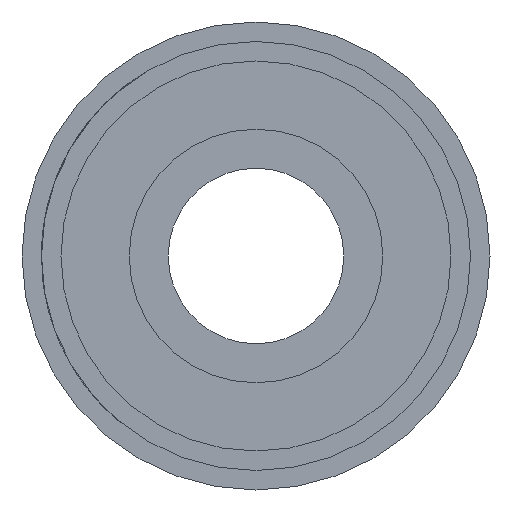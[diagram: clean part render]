
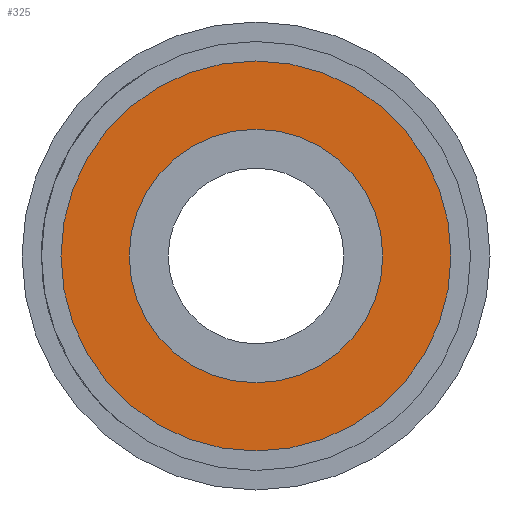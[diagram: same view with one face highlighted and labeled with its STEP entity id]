
A CAD part, left-side view. The second image highlights one B-rep face of the part: STEP entity #325.
In plain terms, the highlighted planar face has unit normal (-1, 0, 0).
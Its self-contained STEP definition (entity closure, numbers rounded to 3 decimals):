
#210 = PLANE ( 'NONE',  #2103 ) ;
#307 = CARTESIAN_POINT ( 'NONE',  ( 0., 0., 0. ) ) ;
#325 = ADVANCED_FACE ( 'NONE', ( #1820, #2358 ), #210, .F. ) ;
#655 = AXIS2_PLACEMENT_3D ( 'NONE', #3259, #7427, #3942 ) ;
#677 = AXIS2_PLACEMENT_3D ( 'NONE', #7458, #2518, #1286 ) ;
#767 = EDGE_CURVE ( 'NONE', #3793, #6921, #7607, .T. ) ;
#1173 = DIRECTION ( 'NONE',  ( 0., 0., 1. ) ) ;
#1286 = DIRECTION ( 'NONE',  ( 0., 0., 1. ) ) ;
#1693 = ORIENTED_EDGE ( 'NONE', *, *, #5498, .T. ) ;
#1768 = EDGE_CURVE ( 'NONE', #5893, #1928, #8787, .T. ) ;
#1820 = FACE_BOUND ( 'NONE', #5966, .T. ) ;
#1928 = VERTEX_POINT ( 'NONE', #2887 ) ;
#2103 = AXIS2_PLACEMENT_3D ( 'NONE', #307, #5179, #5132 ) ;
#2358 = FACE_OUTER_BOUND ( 'NONE', #5013, .T. ) ;
#2378 = DIRECTION ( 'NONE',  ( 0., 0., 1. ) ) ;
#2518 = DIRECTION ( 'NONE',  ( -1., 0., 0. ) ) ;
#2887 = CARTESIAN_POINT ( 'NONE',  ( 0., 0., -6.5 ) ) ;
#3259 = CARTESIAN_POINT ( 'NONE',  ( 0., 0., 0. ) ) ;
#3435 = CIRCLE ( 'NONE', #4596, 10. ) ;
#3793 = VERTEX_POINT ( 'NONE', #4652 ) ;
#3942 = DIRECTION ( 'NONE',  ( 0., 0., 1. ) ) ;
#3987 = CARTESIAN_POINT ( 'NONE',  ( 0., 0., 0. ) ) ;
#4596 = AXIS2_PLACEMENT_3D ( 'NONE', #8608, #7926, #2378 ) ;
#4652 = CARTESIAN_POINT ( 'NONE',  ( 0., 0., 10. ) ) ;
#4831 = ORIENTED_EDGE ( 'NONE', *, *, #5652, .F. ) ;
#5013 = EDGE_LOOP ( 'NONE', ( #5960, #1693 ) ) ;
#5132 = DIRECTION ( 'NONE',  ( 0., 0., -1. ) ) ;
#5179 = DIRECTION ( 'NONE',  ( 1., 0., 0. ) ) ;
#5498 = EDGE_CURVE ( 'NONE', #6921, #3793, #3435, .T. ) ;
#5652 = EDGE_CURVE ( 'NONE', #1928, #5893, #7642, .T. ) ;
#5893 = VERTEX_POINT ( 'NONE', #5999 ) ;
#5960 = ORIENTED_EDGE ( 'NONE', *, *, #767, .T. ) ;
#5966 = EDGE_LOOP ( 'NONE', ( #7605, #4831 ) ) ;
#5999 = CARTESIAN_POINT ( 'NONE',  ( 0., 0., 6.5 ) ) ;
#6754 = DIRECTION ( 'NONE',  ( -1., 0., 0. ) ) ;
#6921 = VERTEX_POINT ( 'NONE', #8152 ) ;
#7170 = AXIS2_PLACEMENT_3D ( 'NONE', #3987, #6754, #1173 ) ;
#7427 = DIRECTION ( 'NONE',  ( -1., 0., 0. ) ) ;
#7458 = CARTESIAN_POINT ( 'NONE',  ( 0., 0., 0. ) ) ;
#7605 = ORIENTED_EDGE ( 'NONE', *, *, #1768, .F. ) ;
#7607 = CIRCLE ( 'NONE', #7170, 10. ) ;
#7642 = CIRCLE ( 'NONE', #677, 6.5 ) ;
#7926 = DIRECTION ( 'NONE',  ( -1., 0., 0. ) ) ;
#8152 = CARTESIAN_POINT ( 'NONE',  ( 0., 0., -10. ) ) ;
#8608 = CARTESIAN_POINT ( 'NONE',  ( 0., 0., 0. ) ) ;
#8787 = CIRCLE ( 'NONE', #655, 6.5 ) ;
